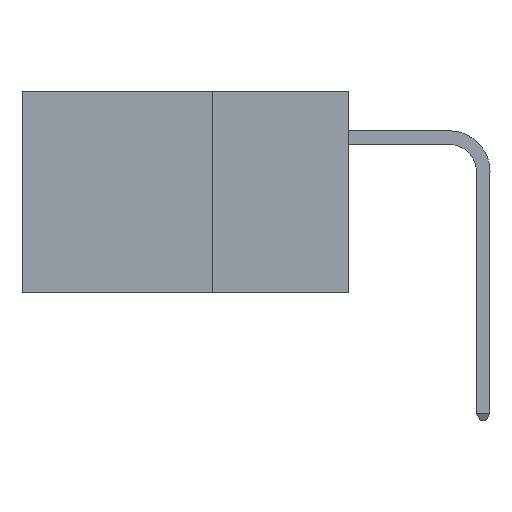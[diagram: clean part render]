
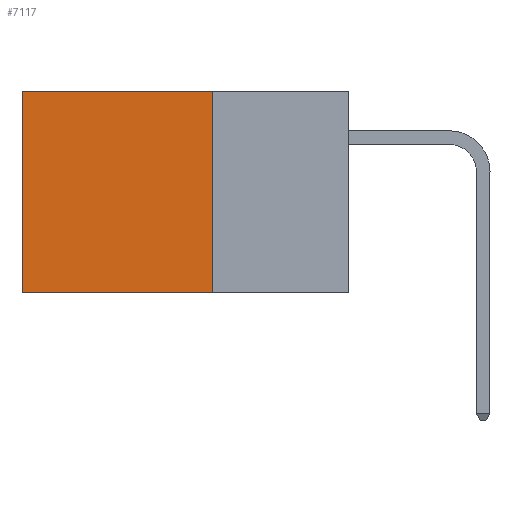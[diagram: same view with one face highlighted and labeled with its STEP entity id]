
A CAD part, left-side view. The second image highlights one B-rep face of the part: STEP entity #7117.
In plain terms, the highlighted planar face has unit normal (-1, 0, 0).
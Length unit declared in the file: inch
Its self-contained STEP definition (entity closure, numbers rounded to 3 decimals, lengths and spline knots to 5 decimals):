
#282 = CARTESIAN_POINT ( 'NONE',  ( 0.2875, 0.25, -0.37 ) ) ;
#2342 = EDGE_CURVE ( 'NONE', #18826, #29154, #22997, .T. ) ;
#2791 = ORIENTED_EDGE ( 'NONE', *, *, #23709, .T. ) ;
#3258 = DIRECTION ( 'NONE',  ( 0., 1., 0. ) ) ;
#5024 = DIRECTION ( 'NONE',  ( 1., 0., 0. ) ) ;
#5026 = FACE_OUTER_BOUND ( 'NONE', #11578, .T. ) ;
#5598 = DIRECTION ( 'NONE',  ( 0., 0., -1. ) ) ;
#6622 = ORIENTED_EDGE ( 'NONE', *, *, #12135, .F. ) ;
#7117 = ADVANCED_FACE ( 'NONE', ( #5026 ), #21973, .F. ) ;
#9684 = LINE ( 'NONE', #33049, #23645 ) ;
#11408 = VECTOR ( 'NONE', #3258, 39.37008 ) ;
#11578 = EDGE_LOOP ( 'NONE', ( #28263, #6622, #26496, #2791 ) ) ;
#12135 = EDGE_CURVE ( 'NONE', #13266, #29154, #33273, .T. ) ;
#13266 = VERTEX_POINT ( 'NONE', #15818 ) ;
#13787 = CARTESIAN_POINT ( 'NONE',  ( 0.2875, 0.6, 0. ) ) ;
#14885 = EDGE_CURVE ( 'NONE', #27094, #13266, #28534, .T. ) ;
#15818 = CARTESIAN_POINT ( 'NONE',  ( 0.2875, 0.25, -0.37 ) ) ;
#16504 = CARTESIAN_POINT ( 'NONE',  ( 0.2875, 0.25, 0. ) ) ;
#17058 = CARTESIAN_POINT ( 'NONE',  ( 0.2875, 0.25, 0. ) ) ;
#18826 = VERTEX_POINT ( 'NONE', #26138 ) ;
#19019 = AXIS2_PLACEMENT_3D ( 'NONE', #16504, #5024, #24721 ) ;
#20783 = CARTESIAN_POINT ( 'NONE',  ( 0.2875, 0.25, 0. ) ) ;
#21295 = VECTOR ( 'NONE', #5598, 39.37008 ) ;
#21973 = PLANE ( 'NONE',  #19019 ) ;
#22997 = LINE ( 'NONE', #13787, #31067 ) ;
#23645 = VECTOR ( 'NONE', #30385, 39.37008 ) ;
#23709 = EDGE_CURVE ( 'NONE', #27094, #18826, #9684, .T. ) ;
#24721 = DIRECTION ( 'NONE',  ( 0., 0., -1. ) ) ;
#26138 = CARTESIAN_POINT ( 'NONE',  ( 0.2875, 0.6, 0. ) ) ;
#26496 = ORIENTED_EDGE ( 'NONE', *, *, #14885, .F. ) ;
#27094 = VERTEX_POINT ( 'NONE', #20783 ) ;
#28263 = ORIENTED_EDGE ( 'NONE', *, *, #2342, .T. ) ;
#28534 = LINE ( 'NONE', #17058, #21295 ) ;
#29154 = VERTEX_POINT ( 'NONE', #30155 ) ;
#30155 = CARTESIAN_POINT ( 'NONE',  ( 0.2875, 0.6, -0.37 ) ) ;
#30385 = DIRECTION ( 'NONE',  ( 0., 1., 0. ) ) ;
#31067 = VECTOR ( 'NONE', #32863, 39.37008 ) ;
#32863 = DIRECTION ( 'NONE',  ( 0., 0., -1. ) ) ;
#33049 = CARTESIAN_POINT ( 'NONE',  ( 0.2875, 0.25, 0. ) ) ;
#33273 = LINE ( 'NONE', #282, #11408 ) ;
